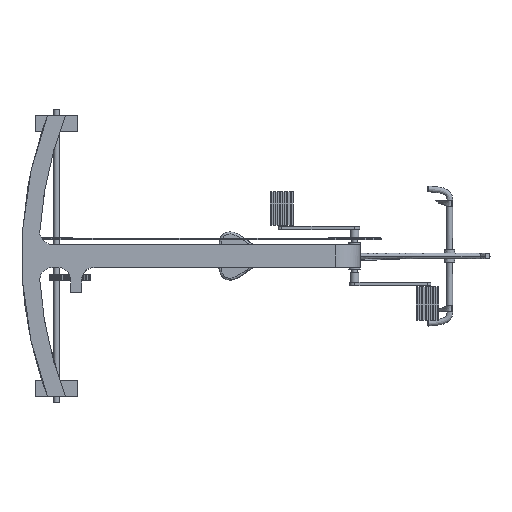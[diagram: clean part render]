
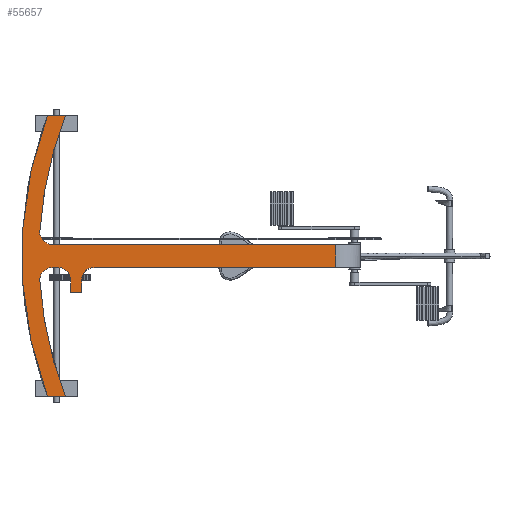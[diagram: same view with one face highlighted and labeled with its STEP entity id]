
A CAD part, front view. The second image highlights one B-rep face of the part: STEP entity #55657.
In plain terms, the highlighted free-form (B-spline) face has degree [1, 1] with [2, 2] control points.
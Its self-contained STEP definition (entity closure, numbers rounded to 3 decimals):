
#54808 = VERTEX_POINT('',#54809);
#54809 = CARTESIAN_POINT('',(-55.041,-65.1,
    -29.432));
#54814 = EDGE_CURVE('',#54815,#54808,#54817,.T.);
#54815 = VERTEX_POINT('',#54816);
#54816 = CARTESIAN_POINT('',(-83.309,-65.1,
    -29.432));
#54817 = B_SPLINE_CURVE_WITH_KNOTS('',1,(#54818,#54819),.UNSPECIFIED.,
  .F.,.F.,(2,2),(-26.693,0.),.PIECEWISE_BEZIER_KNOTS.);
#54818 = CARTESIAN_POINT('',(-83.309,-65.1,
    -29.432));
#54819 = CARTESIAN_POINT('',(-55.041,-65.1,
    -29.432));
#55207 = VERTEX_POINT('',#55208);
#55208 = CARTESIAN_POINT('',(-55.041,-65.1,
    2.337));
#55213 = EDGE_CURVE('',#54808,#55207,#55214,.T.);
#55214 = B_SPLINE_CURVE_WITH_KNOTS('',1,(#55215,#55216),.UNSPECIFIED.,
  .F.,.F.,(2,2),(0.,30.),.PIECEWISE_BEZIER_KNOTS.);
#55215 = CARTESIAN_POINT('',(-55.041,-65.1,
    -29.432));
#55216 = CARTESIAN_POINT('',(-55.041,-65.1,
    2.337));
#55227 = EDGE_CURVE('',#55228,#55230,#55232,.T.);
#55228 = VERTEX_POINT('',#55229);
#55229 = CARTESIAN_POINT('',(-23.272,-65.1,
    34.107));
#55230 = VERTEX_POINT('',#55231);
#55231 = CARTESIAN_POINT('',(594.731,-65.1,
    34.107));
#55232 = B_SPLINE_CURVE_WITH_KNOTS('',1,(#55233,#55234),.UNSPECIFIED.,
  .F.,.F.,(2,2),(30.,613.581),.PIECEWISE_BEZIER_KNOTS.);
#55233 = CARTESIAN_POINT('',(-23.272,-65.1,
    34.107));
#55234 = CARTESIAN_POINT('',(594.731,-65.1,
    34.107));
#55293 = VERTEX_POINT('',#55294);
#55294 = CARTESIAN_POINT('',(-130.443,-65.1,
    92.938));
#55299 = EDGE_CURVE('',#55300,#55293,#55302,.T.);
#55300 = VERTEX_POINT('',#55301);
#55301 = CARTESIAN_POINT('',(594.731,-65.1,
    92.938));
#55302 = B_SPLINE_CURVE_WITH_KNOTS('',1,(#55303,#55304),.UNSPECIFIED.,
  .F.,.F.,(2,2),(-684.782,-0.),.PIECEWISE_BEZIER_KNOTS.);
#55303 = CARTESIAN_POINT('',(594.731,-65.1,
    92.938));
#55304 = CARTESIAN_POINT('',(-130.443,-65.1,
    92.938));
#55321 = EDGE_CURVE('',#55293,#55322,#55324,.T.);
#55322 = VERTEX_POINT('',#55323);
#55323 = CARTESIAN_POINT('',(-162.147,-65.1,
    126.741));
#55324 = ( BOUNDED_CURVE() B_SPLINE_CURVE(2,(#55325,#55326,#55327),
.UNSPECIFIED.,.F.,.F.) B_SPLINE_CURVE_WITH_KNOTS((3,3),(3.142,
4.776),.PIECEWISE_BEZIER_KNOTS.) CURVE() 
GEOMETRIC_REPRESENTATION_ITEM() RATIONAL_B_SPLINE_CURVE((1.,
0.684,1.)) REPRESENTATION_ITEM('') );
#55325 = CARTESIAN_POINT('',(-130.443,-65.1,
    92.938));
#55326 = CARTESIAN_POINT('',(-164.315,-65.1,
    92.938));
#55327 = CARTESIAN_POINT('',(-162.147,-65.1,
    126.741));
#55346 = EDGE_CURVE('',#55322,#55347,#55349,.T.);
#55347 = VERTEX_POINT('',#55348);
#55348 = CARTESIAN_POINT('',(-96.201,-65.1,
    423.594));
#55349 = ( BOUNDED_CURVE() B_SPLINE_CURVE(2,(#55350,#55351,#55352),
.UNSPECIFIED.,.F.,.F.) B_SPLINE_CURVE_WITH_KNOTS((3,3),(4.776,
5.086),.PIECEWISE_BEZIER_KNOTS.) CURVE() 
GEOMETRIC_REPRESENTATION_ITEM() RATIONAL_B_SPLINE_CURVE((1.,
0.988,1.)) REPRESENTATION_ITEM('') );
#55350 = CARTESIAN_POINT('',(-162.147,-65.1,
    126.741));
#55351 = CARTESIAN_POINT('',(-152.3,-65.1,
    280.305));
#55352 = CARTESIAN_POINT('',(-96.201,-65.1,
    423.594));
#55431 = VERTEX_POINT('',#55432);
#55432 = CARTESIAN_POINT('',(-142.32,-65.1,
    423.594));
#55437 = EDGE_CURVE('',#55347,#55431,#55438,.T.);
#55438 = B_SPLINE_CURVE_WITH_KNOTS('',1,(#55439,#55440),.UNSPECIFIED.,
  .F.,.F.,(2,2),(0.,43.551),.PIECEWISE_BEZIER_KNOTS.);
#55439 = CARTESIAN_POINT('',(-96.201,-65.1,
    423.594));
#55440 = CARTESIAN_POINT('',(-142.32,-65.1,
    423.594));
#55466 = VERTEX_POINT('',#55467);
#55467 = CARTESIAN_POINT('',(-142.32,-65.1,
    -296.515));
#55472 = EDGE_CURVE('',#55431,#55466,#55473,.T.);
#55473 = ( BOUNDED_CURVE() B_SPLINE_CURVE(2,(#55474,#55475,#55476),
.UNSPECIFIED.,.F.,.F.) B_SPLINE_CURVE_WITH_KNOTS((3,3),(1.209,
1.933),.PIECEWISE_BEZIER_KNOTS.) CURVE() 
GEOMETRIC_REPRESENTATION_ITEM() RATIONAL_B_SPLINE_CURVE((1.,
0.935,1.)) REPRESENTATION_ITEM('') );
#55474 = CARTESIAN_POINT('',(-142.32,-65.1,
    423.594));
#55475 = CARTESIAN_POINT('',(-278.745,-65.1,
    63.539));
#55476 = CARTESIAN_POINT('',(-142.32,-65.1,
    -296.515));
#55542 = VERTEX_POINT('',#55543);
#55543 = CARTESIAN_POINT('',(-96.201,-65.1,
    -296.515));
#55548 = EDGE_CURVE('',#55466,#55542,#55549,.T.);
#55549 = B_SPLINE_CURVE_WITH_KNOTS('',1,(#55550,#55551),.UNSPECIFIED.,
  .F.,.F.,(2,2),(-43.551,0.),.PIECEWISE_BEZIER_KNOTS.);
#55550 = CARTESIAN_POINT('',(-142.32,-65.1,
    -296.515));
#55551 = CARTESIAN_POINT('',(-96.201,-65.1,
    -296.515));
#55562 = EDGE_CURVE('',#55542,#55563,#55565,.T.);
#55563 = VERTEX_POINT('',#55564);
#55564 = CARTESIAN_POINT('',(-162.145,-65.1,
    0.303));
#55565 = ( BOUNDED_CURVE() B_SPLINE_CURVE(2,(#55566,#55567,#55568),
.UNSPECIFIED.,.F.,.F.) B_SPLINE_CURVE_WITH_KNOTS((3,3),(4.339,
4.648),.PIECEWISE_BEZIER_KNOTS.) CURVE() 
GEOMETRIC_REPRESENTATION_ITEM() RATIONAL_B_SPLINE_CURVE((1.,
0.988,1.)) REPRESENTATION_ITEM('') );
#55566 = CARTESIAN_POINT('',(-96.201,-65.1,
    -296.515));
#55567 = CARTESIAN_POINT('',(-152.293,-65.1,
    -153.243));
#55568 = CARTESIAN_POINT('',(-162.145,-65.1,
    0.303));
#55593 = EDGE_CURVE('',#55563,#55594,#55596,.T.);
#55594 = VERTEX_POINT('',#55595);
#55595 = CARTESIAN_POINT('',(-130.441,-65.1,
    34.107));
#55596 = ( BOUNDED_CURVE() B_SPLINE_CURVE(2,(#55597,#55598,#55599),
.UNSPECIFIED.,.F.,.F.) B_SPLINE_CURVE_WITH_KNOTS((3,3),(1.507,
3.142),.PIECEWISE_BEZIER_KNOTS.) CURVE() 
GEOMETRIC_REPRESENTATION_ITEM() RATIONAL_B_SPLINE_CURVE((1.,
0.684,1.)) REPRESENTATION_ITEM('') );
#55597 = CARTESIAN_POINT('',(-162.145,-65.1,
    0.303));
#55598 = CARTESIAN_POINT('',(-164.314,-65.1,
    34.107));
#55599 = CARTESIAN_POINT('',(-130.441,-65.1,
    34.107));
#55619 = VERTEX_POINT('',#55620);
#55620 = CARTESIAN_POINT('',(-115.079,-65.1,
    34.107));
#55625 = EDGE_CURVE('',#55594,#55619,#55626,.T.);
#55626 = B_SPLINE_CURVE_WITH_KNOTS('',1,(#55627,#55628),.UNSPECIFIED.,
  .F.,.F.,(2,2),(0.,14.506),.PIECEWISE_BEZIER_KNOTS.);
#55627 = CARTESIAN_POINT('',(-130.441,-65.1,
    34.107));
#55628 = CARTESIAN_POINT('',(-115.079,-65.1,
    34.107));
#55639 = EDGE_CURVE('',#55640,#54815,#55642,.T.);
#55640 = VERTEX_POINT('',#55641);
#55641 = CARTESIAN_POINT('',(-83.309,-65.1,
    2.337));
#55642 = B_SPLINE_CURVE_WITH_KNOTS('',1,(#55643,#55644),.UNSPECIFIED.,
  .F.,.F.,(2,2),(-30.,-0.),.PIECEWISE_BEZIER_KNOTS.);
#55643 = CARTESIAN_POINT('',(-83.309,-65.1,
    2.337));
#55644 = CARTESIAN_POINT('',(-83.309,-65.1,
    -29.432));
#55657 = ADVANCED_FACE('',(#55658),#55690,.T.);
#55658 = FACE_BOUND('',#55659,.T.);
#55659 = EDGE_LOOP('',(#55660,#55665,#55666,#55667,#55668,#55669,#55670,
    #55671,#55672,#55673,#55674,#55680,#55681,#55682,#55683,#55689));
#55660 = ORIENTED_EDGE('',*,*,#55661,.T.);
#55661 = EDGE_CURVE('',#55230,#55300,#55662,.T.);
#55662 = B_SPLINE_CURVE_WITH_KNOTS('',1,(#55663,#55664),.UNSPECIFIED.,
  .F.,.F.,(2,2),(327.207,382.762),
  .PIECEWISE_BEZIER_KNOTS.);
#55663 = CARTESIAN_POINT('',(594.731,-65.1,
    34.107));
#55664 = CARTESIAN_POINT('',(594.731,-65.1,
    92.938));
#55665 = ORIENTED_EDGE('',*,*,#55299,.T.);
#55666 = ORIENTED_EDGE('',*,*,#55321,.T.);
#55667 = ORIENTED_EDGE('',*,*,#55346,.T.);
#55668 = ORIENTED_EDGE('',*,*,#55437,.T.);
#55669 = ORIENTED_EDGE('',*,*,#55472,.T.);
#55670 = ORIENTED_EDGE('',*,*,#55548,.T.);
#55671 = ORIENTED_EDGE('',*,*,#55562,.T.);
#55672 = ORIENTED_EDGE('',*,*,#55593,.T.);
#55673 = ORIENTED_EDGE('',*,*,#55625,.T.);
#55674 = ORIENTED_EDGE('',*,*,#55675,.T.);
#55675 = EDGE_CURVE('',#55619,#55640,#55676,.T.);
#55676 = ( BOUNDED_CURVE() B_SPLINE_CURVE(2,(#55677,#55678,#55679),
.UNSPECIFIED.,.F.,.F.) B_SPLINE_CURVE_WITH_KNOTS((3,3),(3.142,
4.712),.PIECEWISE_BEZIER_KNOTS.) CURVE() 
GEOMETRIC_REPRESENTATION_ITEM() RATIONAL_B_SPLINE_CURVE((1.,
0.707,1.)) REPRESENTATION_ITEM('') );
#55677 = CARTESIAN_POINT('',(-115.079,-65.1,
    34.107));
#55678 = CARTESIAN_POINT('',(-83.309,-65.1,
    34.107));
#55679 = CARTESIAN_POINT('',(-83.309,-65.1,
    2.337));
#55680 = ORIENTED_EDGE('',*,*,#55639,.T.);
#55681 = ORIENTED_EDGE('',*,*,#54814,.T.);
#55682 = ORIENTED_EDGE('',*,*,#55213,.T.);
#55683 = ORIENTED_EDGE('',*,*,#55684,.T.);
#55684 = EDGE_CURVE('',#55207,#55228,#55685,.T.);
#55685 = ( BOUNDED_CURVE() B_SPLINE_CURVE(2,(#55686,#55687,#55688),
.UNSPECIFIED.,.F.,.F.) B_SPLINE_CURVE_WITH_KNOTS((3,3),(1.571,
3.142),.PIECEWISE_BEZIER_KNOTS.) CURVE() 
GEOMETRIC_REPRESENTATION_ITEM() RATIONAL_B_SPLINE_CURVE((1.,
0.707,1.)) REPRESENTATION_ITEM('') );
#55686 = CARTESIAN_POINT('',(-55.041,-65.1,
    2.337));
#55687 = CARTESIAN_POINT('',(-55.041,-65.1,
    34.107));
#55688 = CARTESIAN_POINT('',(-23.272,-65.1,
    34.107));
#55689 = ORIENTED_EDGE('',*,*,#55227,.T.);
#55690 = B_SPLINE_SURFACE_WITH_KNOTS('',1,1,(
    (#55691,#55692)
    ,(#55693,#55694
    )),.UNSPECIFIED.,.F.,.F.,.F.,(2,2),(2,2),(-397.793,
    282.207),(-73.472,684.78),
  .PIECEWISE_BEZIER_KNOTS.);
#55691 = CARTESIAN_POINT('',(-208.246,-65.1,
    423.594));
#55692 = CARTESIAN_POINT('',(594.731,-65.1,
    423.594));
#55693 = CARTESIAN_POINT('',(-208.246,-65.1,
    -296.515));
#55694 = CARTESIAN_POINT('',(594.731,-65.1,
    -296.515));
